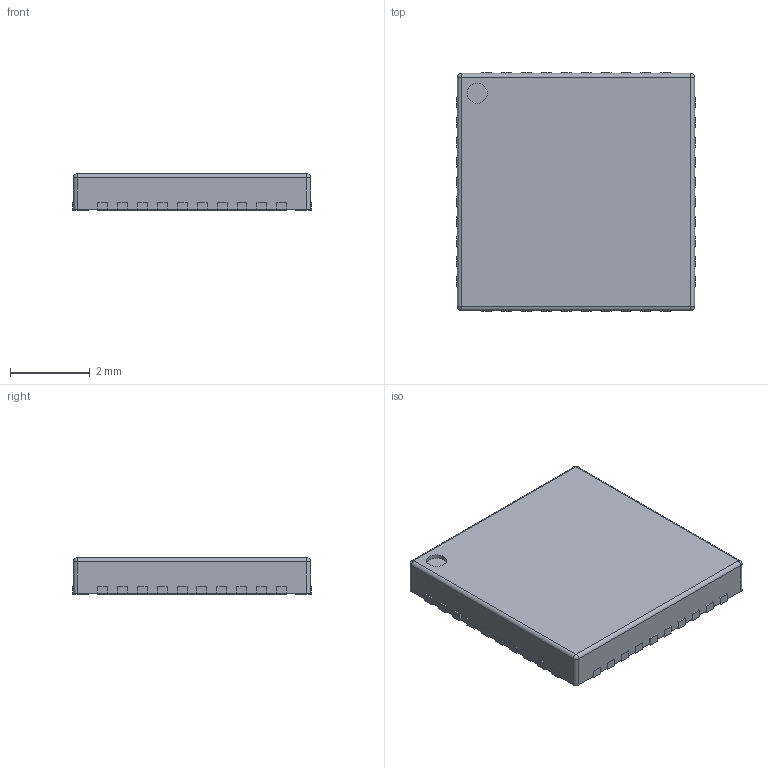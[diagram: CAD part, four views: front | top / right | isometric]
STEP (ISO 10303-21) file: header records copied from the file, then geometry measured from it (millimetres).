
FILE_DESCRIPTION(/* description */ (''),/* implementation_level */ '2;1');
FILE_NAME(/* name */ '5efcdbf7c3330c14e6396c55',/* time_stamp */ '2020-07-01T18:54:48+00:00',/* author */ (''),/* organization */ (''),/* preprocessor_version */ 'ST-DEVELOPER v16.7',/* originating_system */ $,/* authorisation */ $);
FILE_SCHEMA (('AUTOMOTIVE_DESIGN {1 0 10303 214 3 1 1}'));
Length unit declared in the file: metre
Products named in the file (42): Part 42; Part 41; Part 40; Part 39; Part 38; Part 33; Part 34; Part 35; Part 36; Part 37; Part 32; Part 31; Part 30; Part 29; Part 28; Part 23; Part 24; Part 25; Part 26; Part 27; Part 22; Part 21; Part 20; Part 19; Part 18; Part 13; Part 14; Part 15; Part 16; Part 17; Part 8; Part 9; Part 10; Part 11; Part 12; Part 2; Part 3; Part 4; Part 5; Part 6 ...
Bounding box: 6 x 6 x 0.92 mm (x, y, z)
Surface area: 155.3 mm2
Topology: 42 solids, 42 shells, 267 faces, 538 edges, 352 vertices
Faces by surface type: plane 214, cylinder 49, sphere 4
Full cylindrical faces by diameter (mm): 0.5 x1
Entity records: 7916 total; most frequent: DIRECTION 1249, CARTESIAN_POINT 1194, ORIENTED_EDGE 1066, EDGE_CURVE 533, LINE 435, VECTOR 435, AXIS2_PLACEMENT_3D 407, VERTEX_POINT 352
